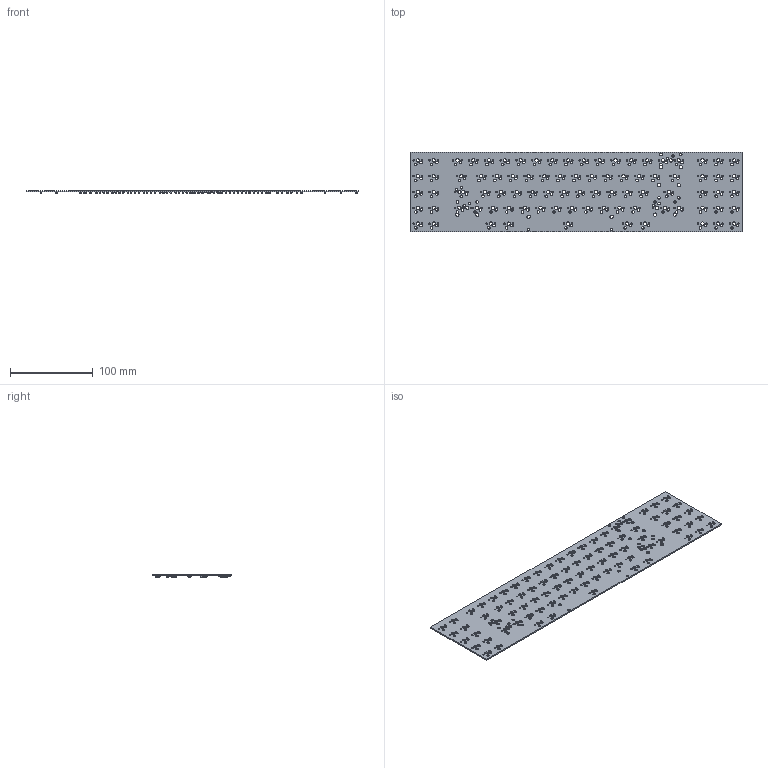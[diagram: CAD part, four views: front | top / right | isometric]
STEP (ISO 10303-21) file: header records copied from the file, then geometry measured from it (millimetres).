
FILE_DESCRIPTION(('KiCad electronic assembly'),'2;1');
FILE_NAME('xt_pcb.step','2025-04-11T17:03:32',('Pcbnew'),('Kicad'), 'Open CASCADE STEP processor 7.8','KiCad to STEP converter','Unknown' );
FILE_SCHEMA(('AUTOMOTIVE_DESIGN { 1 0 10303 214 1 1 1 1 }'));
Length unit declared in the file: millimetre
Products named in the file (18): xt_pcb 1; D_SOD-123; D_SOD_123; R_0402_1005Metric; SOT-223; SOT_223; C_0402_1005Metric; TQFP-44_10x10mm_P0.8mm; TQFP_44_10x10mm_P08mm; Crystal_SMD_3225-4Pin_3.2x2.5mm; C_0603_1608Metric; SW_SPST_TL3342; xt_pcb_PCB
Assembly tree (110 placements, depth 3):
  xt_pcb 1
    D_SOD-123  x86
      D_SOD_123
    R_0402_1005Metric  x3
      R_0402_1005Metric
    SOT-223
      SOT_223
    C_0402_1005Metric  x6
      C_0402_1005Metric
    TQFP-44_10x10mm_P0.8mm
      TQFP_44_10x10mm_P08mm
    Crystal_SMD_3225-4Pin_3.2x2.5mm
      Crystal_SMD_3225-4Pin_3.2x2.5mm
    C_0603_1608Metric  x2
      C_0603_1608Metric
    SW_SPST_TL3342
      SW_SPST_TL3342
    xt_pcb_PCB
Bounding box: 400.05 x 95.25 x 3.35 mm (x, y, z)
Volume: 56653.8 mm3; surface area: 80392.5 mm2
Topology: 102 solids, 103 shells, 7553 faces, 18332 edges, 11097 vertices
Faces by surface type: plane 3678, bspline 2344, cylinder 1530, torus 1
Full cylindrical faces by diameter (mm): 0.5 x1, 1.75 x168, 2 x1, 3.048 x10, 3.05 x178, 3.988 x8, 4 x90
Entity records: 66105 total; most frequent: CARTESIAN_POINT 12963, DIRECTION 9108, ORIENTED_EDGE 9008, EDGE_CURVE 4504, AXIS2_PLACEMENT_3D 3141, VERTEX_POINT 2901, LINE 2826, VECTOR 2826
